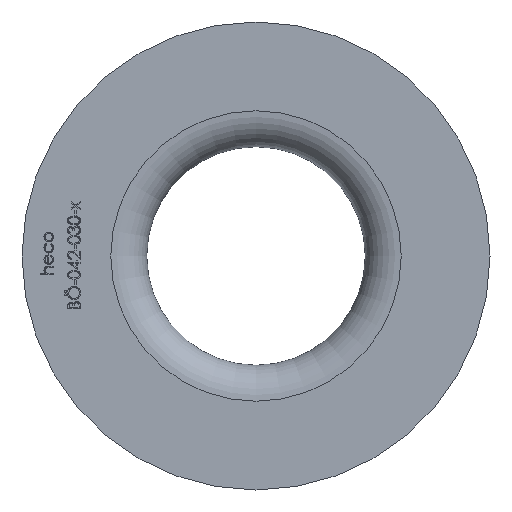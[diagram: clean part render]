
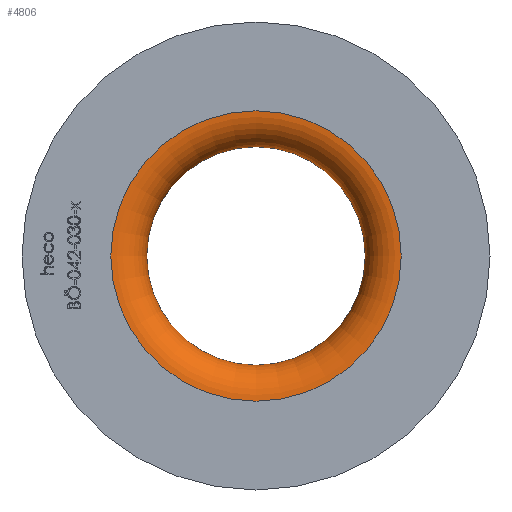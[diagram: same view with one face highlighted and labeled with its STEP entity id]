
A CAD part, left-side view. The second image highlights one B-rep face of the part: STEP entity #4806.
In plain terms, the highlighted toroidal (fillet/blend) face has major radius 24.2 mm and minor radius 6 mm.
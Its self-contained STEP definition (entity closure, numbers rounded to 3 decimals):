
#1149 = VERTEX_POINT ( 'NONE', #2627 ) ;
#1687 = CARTESIAN_POINT ( 'NONE',  ( 0., 0., 24.2 ) ) ;
#2382 = DIRECTION ( 'NONE',  ( 0., 0., 1. ) ) ;
#2627 = CARTESIAN_POINT ( 'NONE',  ( 6., 0., 18.2 ) ) ;
#3117 = AXIS2_PLACEMENT_3D ( 'NONE', #12282, #3687, #9763 ) ;
#3476 = DIRECTION ( 'NONE',  ( -1., 0., 0. ) ) ;
#3687 = DIRECTION ( 'NONE',  ( -1., 0., 0. ) ) ;
#3856 = TOROIDAL_SURFACE ( 'NONE', #3117, 24.2, 6. ) ;
#4551 = CIRCLE ( 'NONE', #7542, 18.2 ) ;
#4806 = ADVANCED_FACE ( 'NONE', ( #6175, #4991 ), #3856, .T. ) ;
#4991 = FACE_OUTER_BOUND ( 'NONE', #15154, .T. ) ;
#5789 = ORIENTED_EDGE ( 'NONE', *, *, #13247, .T. ) ;
#6175 = FACE_OUTER_BOUND ( 'NONE', #11136, .T. ) ;
#7542 = AXIS2_PLACEMENT_3D ( 'NONE', #8002, #3476, #2382 ) ;
#7781 = EDGE_CURVE ( 'NONE', #1149, #1149, #4551, .T. ) ;
#8002 = CARTESIAN_POINT ( 'NONE',  ( 6., 0., 0. ) ) ;
#8722 = VERTEX_POINT ( 'NONE', #1687 ) ;
#9763 = DIRECTION ( 'NONE',  ( 0., 0., 1. ) ) ;
#10839 = CARTESIAN_POINT ( 'NONE',  ( 0., 0., 0. ) ) ;
#10937 = AXIS2_PLACEMENT_3D ( 'NONE', #10839, #13179, #14490 ) ;
#11136 = EDGE_LOOP ( 'NONE', ( #12919 ) ) ;
#11201 = CIRCLE ( 'NONE', #10937, 24.2 ) ;
#12282 = CARTESIAN_POINT ( 'NONE',  ( 6., 0., 0. ) ) ;
#12919 = ORIENTED_EDGE ( 'NONE', *, *, #7781, .F. ) ;
#13179 = DIRECTION ( 'NONE',  ( -1., 0., 0. ) ) ;
#13247 = EDGE_CURVE ( 'NONE', #8722, #8722, #11201, .T. ) ;
#14490 = DIRECTION ( 'NONE',  ( 0., 0., 1. ) ) ;
#15154 = EDGE_LOOP ( 'NONE', ( #5789 ) ) ;
